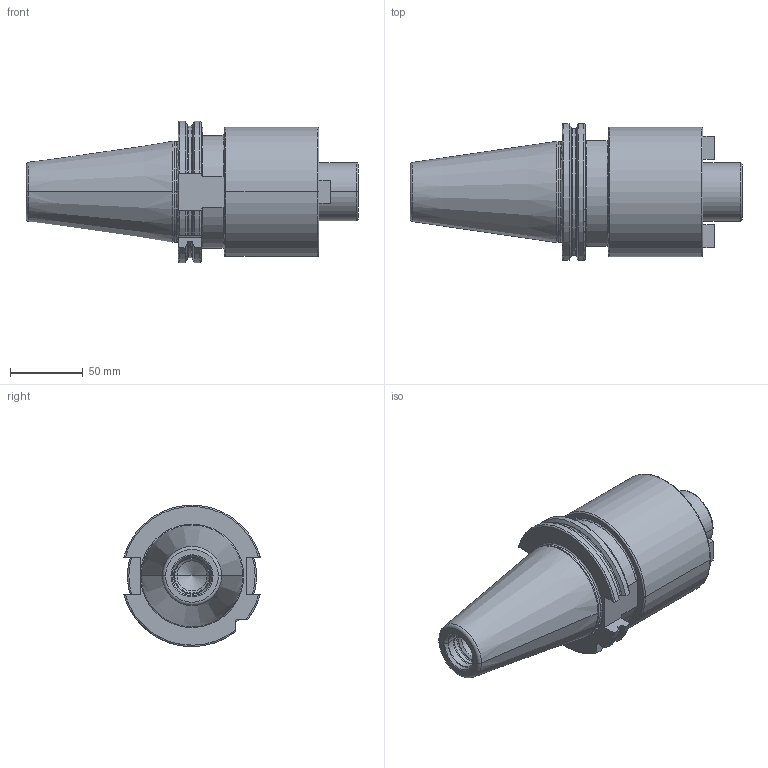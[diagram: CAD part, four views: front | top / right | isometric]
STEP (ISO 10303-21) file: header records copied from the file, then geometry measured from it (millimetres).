
FILE_DESCRIPTION((''),'2;1');
FILE_NAME('50-351-40','2011-08-31T',('mei'),(''),'PRO/ENGINEER BY PARAMETRIC TECHNOLOGY CORPORATION, 2010430','PRO/ENGINEER BY PARAMETRIC TECHNOLOGY CORPORATION, 2010430','');
FILE_SCHEMA(('CONFIG_CONTROL_DESIGN'));
Length unit declared in the file: millimetre
Products named in the file (1): 50-351-40
Bounding box: 228.6 x 94 x 97.29 mm (x, y, z)
Volume: 836412.9 mm3; surface area: 83017.4 mm2
Topology: 1 solids, 7 shells, 150 faces, 378 edges, 236 vertices
Faces by surface type: cylinder 47, plane 40, torus 35, cone 28
Entity records: 4788 total; most frequent: CARTESIAN_POINT 1161, DIRECTION 791, ORIENTED_EDGE 708, EDGE_CURVE 366, AXIS2_PLACEMENT_3D 324, VERTEX_POINT 236, CIRCLE 173, EDGE_LOOP 168
